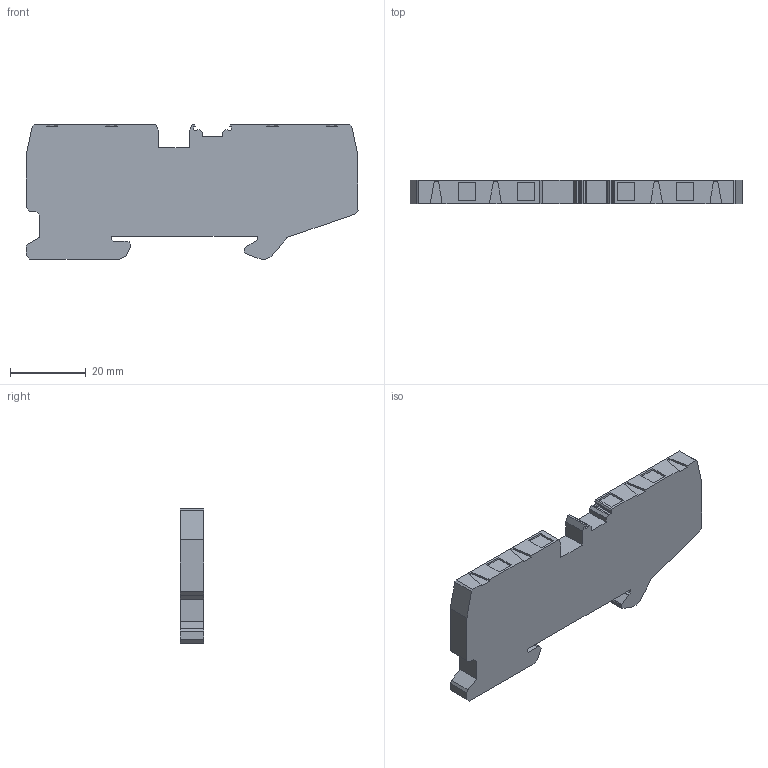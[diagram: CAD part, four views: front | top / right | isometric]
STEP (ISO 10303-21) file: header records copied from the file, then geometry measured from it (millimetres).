
FILE_DESCRIPTION( ('This file contains a STEP AP42 implementation' ,'as created by ZW3D STEP Interface translator.') ,'2;1' );
FILE_NAME( 'GUS4-104諉華.stp' ,'22 222.1424 1', (''), ('ZWCAD Software Co.'), 'Version 1.0', 'ZW3D to STEP translator', '' );
FILE_SCHEMA(('AUTOMOTIVE_DESIGN'));
Length unit declared in the file: millimetre
Products named in the file (1): 0
Bounding box: 87.4 x 6.2 x 35.45 mm (x, y, z)
Volume: 16002.9 mm3; surface area: 6996.6 mm2
Topology: 1 solids, 1 shells, 116 faces, 330 edges, 220 vertices
Faces by surface type: bspline 116
Entity records: 4191 total; most frequent: CARTESIAN_POINT 2146, ORIENTED_EDGE 660, EDGE_CURVE 330, B_SPLINE_CURVE_WITH_KNOTS 256, VERTEX_POINT 220, EDGE_LOOP 120, FACE_OUTER_BOUND 116, ADVANCED_FACE 116
